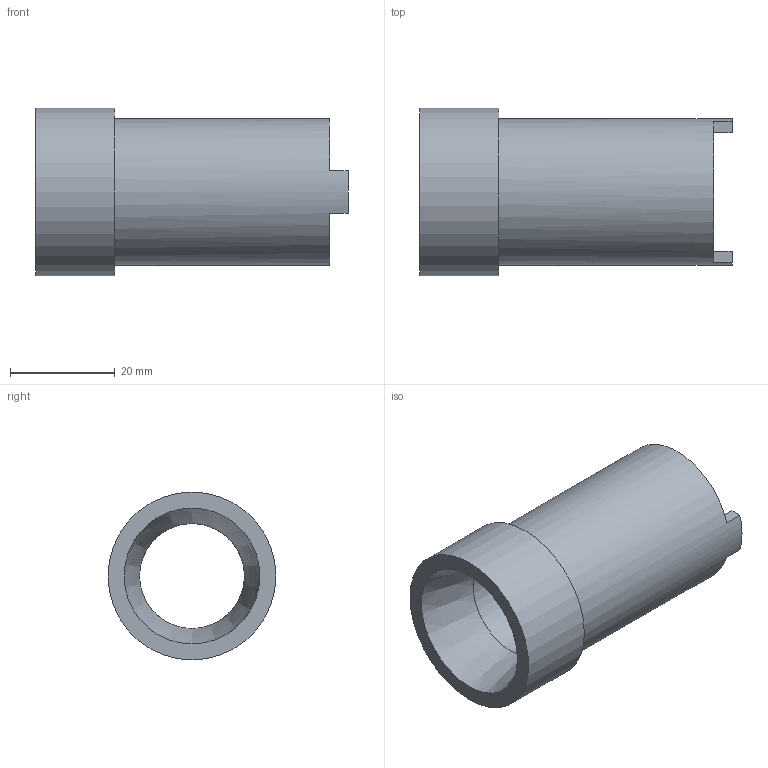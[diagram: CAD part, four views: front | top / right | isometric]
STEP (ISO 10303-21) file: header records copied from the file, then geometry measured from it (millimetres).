
FILE_DESCRIPTION(/* description */ (''),/* implementation_level */ '2;1');
FILE_NAME(/* name */ 'axe_porte_outil_cone F.stp',/* time_stamp */ '2021-03-29T18:32:11+02:00',/* author */ ('Utilisateur'),/* organization */ (''),/* preprocessor_version */ 'ST-DEVELOPER v16.5',/* originating_system */ 'Autodesk Inventor 2017',/* authorisation */ '');
FILE_SCHEMA (('AUTOMOTIVE_DESIGN { 1 0 10303 214 3 1 1 }'));
Length unit declared in the file: millimetre
Products named in the file (1): axe_porte_outil_cone F
Bounding box: 59.5 x 32 x 32 mm (x, y, z)
Volume: 18570.9 mm3; surface area: 9749.1 mm2
Topology: 1 solids, 1 shells, 19 faces, 48 edges, 32 vertices
Faces by surface type: plane 12, cylinder 6, cone 1
Full cylindrical faces by diameter (mm): 20 x1, 28 x1, 32 x1
Entity records: 579 total; most frequent: CARTESIAN_POINT 107, DIRECTION 95, ORIENTED_EDGE 82, EDGE_CURVE 41, AXIS2_PLACEMENT_3D 35, VERTEX_POINT 29, EDGE_LOOP 26, LINE 25
